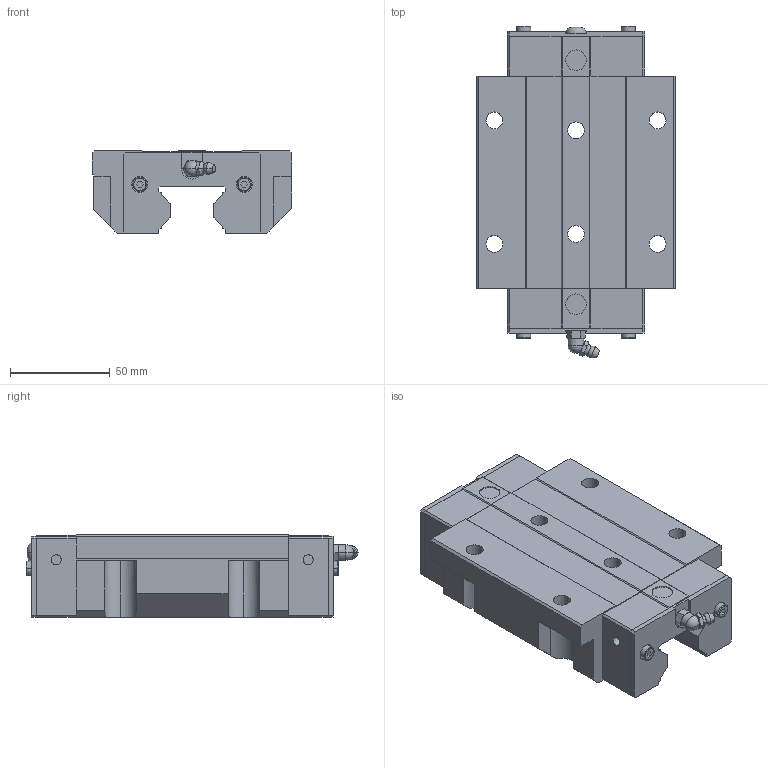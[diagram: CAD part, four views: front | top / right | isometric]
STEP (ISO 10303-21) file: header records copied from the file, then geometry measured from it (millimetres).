
FILE_DESCRIPTION(('STEP AP214'),'1');
FILE_NAME('cctmp_6DA1B1E2-6C7E-4DA9-AB72-ACFB0B8A4068_2024_08_20_20_20_21_0888..stp','2024-08-20T18:20:22',('HIWIN GmbH'),('CADClick - www.CADClick.com'),'Spatial InterOp 3D',' ','unknown authorization');
FILE_SCHEMA(('AUTOMOTIVE_DESIGN'));
Length unit declared in the file: millimetre
Products named in the file (1): RGW35HCZAH_FILE
Bounding box: 100 x 166.71 x 41.5 mm (x, y, z)
Volume: 411507.6 mm3; surface area: 59145.7 mm2
Topology: 1 solids, 5 shells, 354 faces, 929 edges, 607 vertices
Faces by surface type: plane 204, cylinder 100, torus 30, cone 18, sphere 2
Entity records: 14054 total; most frequent: CARTESIAN_POINT 2313, DIRECTION 1860, ORIENTED_EDGE 1854, EDGE_CURVE 927, AXIS2_PLACEMENT_3D 638, VERTEX_POINT 607, LINE 584, VECTOR 584
